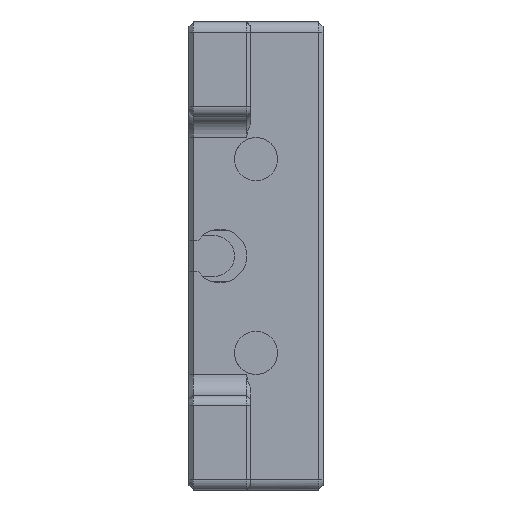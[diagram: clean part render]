
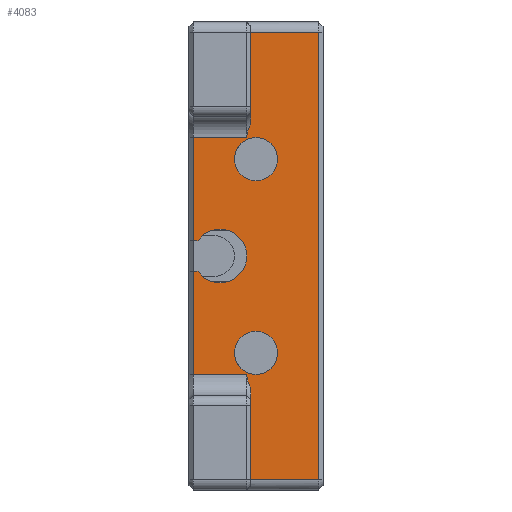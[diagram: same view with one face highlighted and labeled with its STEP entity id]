
A CAD part, left-side view. The second image highlights one B-rep face of the part: STEP entity #4083.
In plain terms, the highlighted planar face has unit normal (-1, 0, 0).
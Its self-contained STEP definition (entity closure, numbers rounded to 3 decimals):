
#59=(
BOUNDED_CURVE()
B_SPLINE_CURVE(2,(#6442,#6443,#6444),.UNSPECIFIED.,.F.,.F.)
B_SPLINE_CURVE_WITH_KNOTS((3,3),(0.,0.14),.UNSPECIFIED.)
CURVE()
GEOMETRIC_REPRESENTATION_ITEM()
RATIONAL_B_SPLINE_CURVE((1.,1.049,1.))
REPRESENTATION_ITEM('')
);
#60=(
BOUNDED_CURVE()
B_SPLINE_CURVE(2,(#6589,#6590,#6591),.UNSPECIFIED.,.F.,.F.)
B_SPLINE_CURVE_WITH_KNOTS((3,3),(0.,0.14),.UNSPECIFIED.)
CURVE()
GEOMETRIC_REPRESENTATION_ITEM()
RATIONAL_B_SPLINE_CURVE((1.,1.049,1.))
REPRESENTATION_ITEM('')
);
#69=FACE_BOUND('',#644,.T.);
#70=FACE_BOUND('',#645,.T.);
#238=PLANE('',#4424);
#387=FACE_OUTER_BOUND('',#643,.T.);
#643=EDGE_LOOP('',(#3160,#3161,#3162,#3163,#3164,#3165,#3166,#3167,#3168,
#3169,#3170,#3171,#3172,#3173));
#644=EDGE_LOOP('',(#3174));
#645=EDGE_LOOP('',(#3175));
#898=CIRCLE('',#4425,2.6);
#899=CIRCLE('',#4426,2.1);
#900=CIRCLE('',#4427,2.1);
#1075=LINE('',#6452,#1467);
#1086=LINE('',#6476,#1478);
#1094=LINE('',#6497,#1486);
#1107=LINE('',#6534,#1499);
#1112=LINE('',#6553,#1504);
#1125=LINE('',#6587,#1517);
#1136=LINE('',#6675,#1528);
#1137=LINE('',#6679,#1529);
#1138=LINE('',#6680,#1530);
#1139=LINE('',#6681,#1531);
#1140=LINE('',#6682,#1532);
#1467=VECTOR('',#4935,10.);
#1478=VECTOR('',#4964,10.);
#1486=VECTOR('',#4986,10.);
#1499=VECTOR('',#5027,10.);
#1504=VECTOR('',#5044,10.);
#1517=VECTOR('',#5079,10.);
#1528=VECTOR('',#5110,10.);
#1529=VECTOR('',#5113,10.);
#1530=VECTOR('',#5114,10.);
#1531=VECTOR('',#5115,10.);
#1532=VECTOR('',#5116,10.);
#1922=VERTEX_POINT('',#6440);
#1923=VERTEX_POINT('',#6441);
#1925=VERTEX_POINT('',#6450);
#1929=VERTEX_POINT('',#6475);
#1934=VERTEX_POINT('',#6493);
#1935=VERTEX_POINT('',#6495);
#1945=VERTEX_POINT('',#6533);
#1948=VERTEX_POINT('',#6541);
#1954=VERTEX_POINT('',#6555);
#1963=VERTEX_POINT('',#6585);
#1974=VERTEX_POINT('',#6673);
#1975=VERTEX_POINT('',#6674);
#1976=VERTEX_POINT('',#6676);
#1977=VERTEX_POINT('',#6678);
#1978=VERTEX_POINT('',#6683);
#1979=VERTEX_POINT('',#6685);
#2316=EDGE_CURVE('',#1922,#1923,#59,.F.);
#2321=EDGE_CURVE('',#1925,#1922,#1075,.T.);
#2333=EDGE_CURVE('',#1929,#1923,#1086,.T.);
#2344=EDGE_CURVE('',#1935,#1934,#1094,.T.);
#2362=EDGE_CURVE('',#1945,#1934,#1107,.T.);
#2372=EDGE_CURVE('',#1945,#1948,#1112,.T.);
#2389=EDGE_CURVE('',#1954,#1963,#1125,.T.);
#2390=EDGE_CURVE('',#1963,#1948,#60,.F.);
#2407=EDGE_CURVE('',#1974,#1975,#1136,.T.);
#2408=EDGE_CURVE('',#1975,#1976,#898,.T.);
#2409=EDGE_CURVE('',#1976,#1977,#1137,.T.);
#2410=EDGE_CURVE('',#1977,#1954,#1138,.T.);
#2411=EDGE_CURVE('',#1929,#1935,#1139,.T.);
#2412=EDGE_CURVE('',#1925,#1974,#1140,.T.);
#2413=EDGE_CURVE('',#1978,#1978,#899,.T.);
#2414=EDGE_CURVE('',#1979,#1979,#900,.T.);
#3160=ORIENTED_EDGE('',*,*,#2407,.T.);
#3161=ORIENTED_EDGE('',*,*,#2408,.T.);
#3162=ORIENTED_EDGE('',*,*,#2409,.T.);
#3163=ORIENTED_EDGE('',*,*,#2410,.T.);
#3164=ORIENTED_EDGE('',*,*,#2389,.T.);
#3165=ORIENTED_EDGE('',*,*,#2390,.T.);
#3166=ORIENTED_EDGE('',*,*,#2372,.F.);
#3167=ORIENTED_EDGE('',*,*,#2362,.T.);
#3168=ORIENTED_EDGE('',*,*,#2344,.F.);
#3169=ORIENTED_EDGE('',*,*,#2411,.F.);
#3170=ORIENTED_EDGE('',*,*,#2333,.T.);
#3171=ORIENTED_EDGE('',*,*,#2316,.F.);
#3172=ORIENTED_EDGE('',*,*,#2321,.F.);
#3173=ORIENTED_EDGE('',*,*,#2412,.T.);
#3174=ORIENTED_EDGE('',*,*,#2413,.F.);
#3175=ORIENTED_EDGE('',*,*,#2414,.T.);
#4083=ADVANCED_FACE('',(#387,#69,#70),#238,.F.);
#4424=AXIS2_PLACEMENT_3D('',#6672,#5108,#5109);
#4425=AXIS2_PLACEMENT_3D('',#6677,#5111,#5112);
#4426=AXIS2_PLACEMENT_3D('',#6684,#5117,#5118);
#4427=AXIS2_PLACEMENT_3D('',#6686,#5119,#5120);
#4935=DIRECTION('',(0.,-1.,0.));
#4964=DIRECTION('',(0.,0.,-1.));
#4986=DIRECTION('',(0.,0.,-1.));
#5027=DIRECTION('',(0.,-1.,0.));
#5044=DIRECTION('',(0.,0.,1.));
#5079=DIRECTION('',(0.,-1.,0.));
#5108=DIRECTION('center_axis',(1.,0.,0.));
#5109=DIRECTION('ref_axis',(0.,1.,0.));
#5110=DIRECTION('',(0.,-1.,0.));
#5111=DIRECTION('center_axis',(1.,0.,0.));
#5112=DIRECTION('ref_axis',(0.,-1.,0.));
#5113=DIRECTION('',(0.,1.,0.));
#5114=DIRECTION('',(0.,0.,-1.));
#5115=DIRECTION('',(0.,-1.,0.));
#5116=DIRECTION('',(0.,0.,-1.));
#5117=DIRECTION('center_axis',(-1.,0.,0.));
#5118=DIRECTION('ref_axis',(0.,-1.,0.));
#5119=DIRECTION('center_axis',(1.,0.,0.));
#5120=DIRECTION('ref_axis',(0.,-1.,0.));
#6440=CARTESIAN_POINT('',(4.,21.9,16.8));
#6441=CARTESIAN_POINT('',(4.,21.5,18.127));
#6442=CARTESIAN_POINT('Ctrl Pts',(4.,21.5,18.127));
#6443=CARTESIAN_POINT('Ctrl Pts',(4.,21.9,17.403));
#6444=CARTESIAN_POINT('Ctrl Pts',(4.,21.9,16.8));
#6450=CARTESIAN_POINT('',(4.,27.1,16.8));
#6452=CARTESIAN_POINT('',(4.,23.75,16.8));
#6475=CARTESIAN_POINT('',(4.,21.5,27.));
#6476=CARTESIAN_POINT('',(4.,21.5,16.085));
#6493=CARTESIAN_POINT('',(4.,14.9,-16.4));
#6495=CARTESIAN_POINT('',(4.,14.9,27.));
#6497=CARTESIAN_POINT('',(4.,14.9,28.));
#6533=CARTESIAN_POINT('',(4.,21.5,-16.4));
#6534=CARTESIAN_POINT('',(4.,16.25,-16.4));
#6541=CARTESIAN_POINT('',(4.,21.5,-7.527));
#6553=CARTESIAN_POINT('',(4.,21.5,-5.485));
#6555=CARTESIAN_POINT('',(4.,27.1,-6.2));
#6585=CARTESIAN_POINT('',(4.,21.9,-6.2));
#6587=CARTESIAN_POINT('',(4.,23.75,-6.2));
#6589=CARTESIAN_POINT('Ctrl Pts',(4.,21.5,-7.527));
#6590=CARTESIAN_POINT('Ctrl Pts',(4.,21.9,-6.804));
#6591=CARTESIAN_POINT('Ctrl Pts',(4.,21.9,-6.2));
#6672=CARTESIAN_POINT('Origin',(4.,19.,-17.4));
#6673=CARTESIAN_POINT('',(4.,27.1,6.8));
#6674=CARTESIAN_POINT('',(4.,26.624,6.8));
#6675=CARTESIAN_POINT('',(4.,26.,6.8));
#6676=CARTESIAN_POINT('',(4.,26.624,3.8));
#6677=CARTESIAN_POINT('Origin',(4.,24.5,5.3));
#6678=CARTESIAN_POINT('',(4.,27.1,3.8));
#6679=CARTESIAN_POINT('',(4.,22.812,3.8));
#6680=CARTESIAN_POINT('',(4.,27.1,-8.4));
#6681=CARTESIAN_POINT('',(4.,16.25,27.));
#6682=CARTESIAN_POINT('',(4.,27.1,-8.4));
#6683=CARTESIAN_POINT('',(4.,23.1,14.7));
#6684=CARTESIAN_POINT('Origin',(4.,21.,14.7));
#6685=CARTESIAN_POINT('',(4.,23.1,-4.1));
#6686=CARTESIAN_POINT('Origin',(4.,21.,-4.1));
